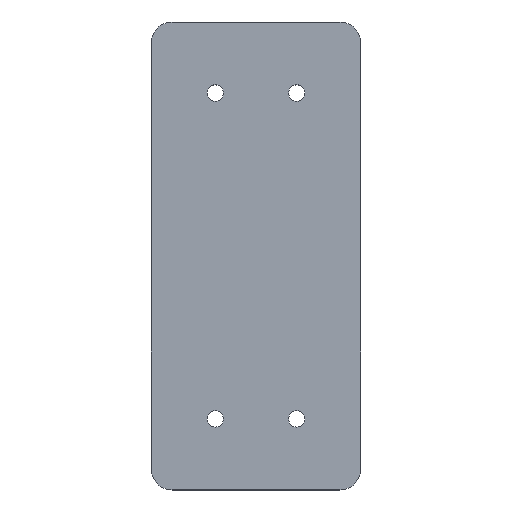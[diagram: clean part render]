
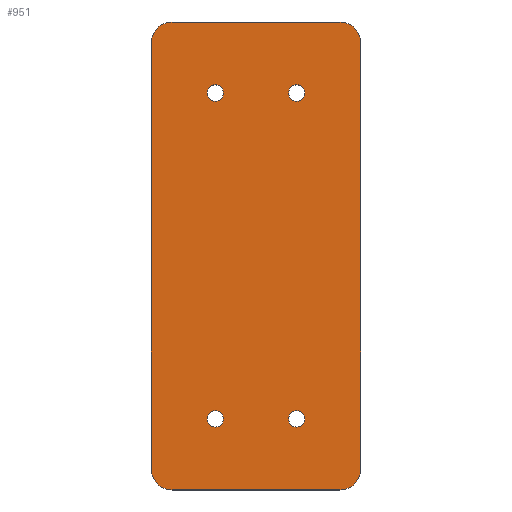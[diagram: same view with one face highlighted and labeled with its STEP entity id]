
A CAD part, top view. The second image highlights one B-rep face of the part: STEP entity #951.
In plain terms, the highlighted planar face has unit normal (0, 0, 1).
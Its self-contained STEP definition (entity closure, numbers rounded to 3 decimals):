
#438=AXIS2_PLACEMENT_3D('Circle Axis2P3D',#436,#437,$) ;
#486=AXIS2_PLACEMENT_3D('Circle Axis2P3D',#484,#485,$) ;
#534=AXIS2_PLACEMENT_3D('Circle Axis2P3D',#532,#533,$) ;
#582=AXIS2_PLACEMENT_3D('Circle Axis2P3D',#580,#581,$) ;
#867=AXIS2_PLACEMENT_3D('Plane Axis2P3D',#864,#865,#866) ;
#881=AXIS2_PLACEMENT_3D('Circle Axis2P3D',#879,#880,$) ;
#890=AXIS2_PLACEMENT_3D('Circle Axis2P3D',#888,#889,$) ;
#899=AXIS2_PLACEMENT_3D('Circle Axis2P3D',#897,#898,$) ;
#908=AXIS2_PLACEMENT_3D('Circle Axis2P3D',#906,#907,$) ;
#917=AXIS2_PLACEMENT_3D('Circle Axis2P3D',#915,#916,$) ;
#926=AXIS2_PLACEMENT_3D('Circle Axis2P3D',#924,#925,$) ;
#935=AXIS2_PLACEMENT_3D('Circle Axis2P3D',#933,#934,$) ;
#944=AXIS2_PLACEMENT_3D('Circle Axis2P3D',#942,#943,$) ;
#426=CARTESIAN_POINT('Vertex',(40.5,0.,3.85)) ;
#433=CARTESIAN_POINT('Vertex',(45.,4.5,3.85)) ;
#436=CARTESIAN_POINT('Axis2P3D Location',(40.5,4.5,3.85)) ;
#457=CARTESIAN_POINT('Vertex',(4.5,0.,3.85)) ;
#460=CARTESIAN_POINT('Line Origine',(22.5,0.,3.85)) ;
#481=CARTESIAN_POINT('Vertex',(0.,4.5,3.85)) ;
#484=CARTESIAN_POINT('Axis2P3D Location',(4.5,4.5,3.85)) ;
#505=CARTESIAN_POINT('Vertex',(0.,96.,3.85)) ;
#508=CARTESIAN_POINT('Line Origine',(0.,50.25,3.85)) ;
#529=CARTESIAN_POINT('Vertex',(4.5,100.5,3.85)) ;
#532=CARTESIAN_POINT('Axis2P3D Location',(4.5,96.,3.85)) ;
#553=CARTESIAN_POINT('Vertex',(40.5,100.5,3.85)) ;
#556=CARTESIAN_POINT('Line Origine',(22.5,100.5,3.85)) ;
#577=CARTESIAN_POINT('Vertex',(45.,96.,3.85)) ;
#580=CARTESIAN_POINT('Axis2P3D Location',(40.5,96.,3.85)) ;
#597=CARTESIAN_POINT('Line Origine',(45.,50.25,3.85)) ;
#864=CARTESIAN_POINT('Axis2P3D Location',(0.,0.,3.85)) ;
#879=CARTESIAN_POINT('Axis2P3D Location',(31.25,15.25,3.85)) ;
#883=CARTESIAN_POINT('Vertex',(31.25,13.5,3.85)) ;
#885=CARTESIAN_POINT('Vertex',(31.25,17.,3.85)) ;
#888=CARTESIAN_POINT('Axis2P3D Location',(31.25,15.25,3.85)) ;
#897=CARTESIAN_POINT('Axis2P3D Location',(31.25,85.25,3.85)) ;
#901=CARTESIAN_POINT('Vertex',(31.25,83.5,3.85)) ;
#903=CARTESIAN_POINT('Vertex',(31.25,87.,3.85)) ;
#906=CARTESIAN_POINT('Axis2P3D Location',(31.25,85.25,3.85)) ;
#915=CARTESIAN_POINT('Axis2P3D Location',(13.75,85.25,3.85)) ;
#919=CARTESIAN_POINT('Vertex',(13.75,83.5,3.85)) ;
#921=CARTESIAN_POINT('Vertex',(13.75,87.,3.85)) ;
#924=CARTESIAN_POINT('Axis2P3D Location',(13.75,85.25,3.85)) ;
#933=CARTESIAN_POINT('Axis2P3D Location',(13.75,15.25,3.85)) ;
#937=CARTESIAN_POINT('Vertex',(13.75,13.5,3.85)) ;
#939=CARTESIAN_POINT('Vertex',(13.75,17.,3.85)) ;
#942=CARTESIAN_POINT('Axis2P3D Location',(13.75,15.25,3.85)) ;
#437=DIRECTION('Axis2P3D Direction',(0.,0.,1.)) ;
#461=DIRECTION('Vector Direction',(-1.,0.,0.)) ;
#485=DIRECTION('Axis2P3D Direction',(0.,0.,1.)) ;
#509=DIRECTION('Vector Direction',(0.,-1.,0.)) ;
#533=DIRECTION('Axis2P3D Direction',(0.,-0.,1.)) ;
#557=DIRECTION('Vector Direction',(1.,0.,0.)) ;
#581=DIRECTION('Axis2P3D Direction',(-0.,0.,1.)) ;
#598=DIRECTION('Vector Direction',(0.,1.,0.)) ;
#865=DIRECTION('Axis2P3D Direction',(-0.,0.,1.)) ;
#866=DIRECTION('Axis2P3D XDirection',(1.,0.,0.)) ;
#880=DIRECTION('Axis2P3D Direction',(-0.,0.,1.)) ;
#889=DIRECTION('Axis2P3D Direction',(-0.,0.,1.)) ;
#898=DIRECTION('Axis2P3D Direction',(-0.,0.,1.)) ;
#907=DIRECTION('Axis2P3D Direction',(-0.,0.,1.)) ;
#916=DIRECTION('Axis2P3D Direction',(-0.,0.,1.)) ;
#925=DIRECTION('Axis2P3D Direction',(-0.,0.,1.)) ;
#934=DIRECTION('Axis2P3D Direction',(-0.,0.,1.)) ;
#943=DIRECTION('Axis2P3D Direction',(-0.,0.,1.)) ;
#462=VECTOR('Line Direction',#461,1.) ;
#510=VECTOR('Line Direction',#509,1.) ;
#558=VECTOR('Line Direction',#557,1.) ;
#599=VECTOR('Line Direction',#598,1.) ;
#870=ORIENTED_EDGE('',*,*,#601,.T.) ;
#871=ORIENTED_EDGE('',*,*,#584,.T.) ;
#872=ORIENTED_EDGE('',*,*,#560,.T.) ;
#873=ORIENTED_EDGE('',*,*,#536,.T.) ;
#874=ORIENTED_EDGE('',*,*,#512,.T.) ;
#875=ORIENTED_EDGE('',*,*,#488,.T.) ;
#876=ORIENTED_EDGE('',*,*,#464,.T.) ;
#877=ORIENTED_EDGE('',*,*,#440,.T.) ;
#894=ORIENTED_EDGE('',*,*,#887,.F.) ;
#895=ORIENTED_EDGE('',*,*,#892,.F.) ;
#912=ORIENTED_EDGE('',*,*,#905,.F.) ;
#913=ORIENTED_EDGE('',*,*,#910,.F.) ;
#930=ORIENTED_EDGE('',*,*,#923,.F.) ;
#931=ORIENTED_EDGE('',*,*,#928,.F.) ;
#948=ORIENTED_EDGE('',*,*,#941,.F.) ;
#949=ORIENTED_EDGE('',*,*,#946,.F.) ;
#896=FACE_BOUND('',#893,.T.) ;
#914=FACE_BOUND('',#911,.T.) ;
#932=FACE_BOUND('',#929,.T.) ;
#950=FACE_BOUND('',#947,.T.) ;
#951=ADVANCED_FACE('Koerper.2',(#878,#896,#914,#932,#950),#868,.T.) ;
#439=CIRCLE('generated circle',#438,4.5) ;
#487=CIRCLE('generated circle',#486,4.5) ;
#535=CIRCLE('generated circle',#534,4.5) ;
#583=CIRCLE('generated circle',#582,4.5) ;
#882=CIRCLE('generated circle',#881,1.75) ;
#891=CIRCLE('generated circle',#890,1.75) ;
#900=CIRCLE('generated circle',#899,1.75) ;
#909=CIRCLE('generated circle',#908,1.75) ;
#918=CIRCLE('generated circle',#917,1.75) ;
#927=CIRCLE('generated circle',#926,1.75) ;
#936=CIRCLE('generated circle',#935,1.75) ;
#945=CIRCLE('generated circle',#944,1.75) ;
#440=EDGE_CURVE('',#427,#434,#439,.T.) ;
#464=EDGE_CURVE('',#458,#427,#463,.F.) ;
#488=EDGE_CURVE('',#482,#458,#487,.T.) ;
#512=EDGE_CURVE('',#506,#482,#511,.T.) ;
#536=EDGE_CURVE('',#530,#506,#535,.T.) ;
#560=EDGE_CURVE('',#554,#530,#559,.F.) ;
#584=EDGE_CURVE('',#578,#554,#583,.T.) ;
#601=EDGE_CURVE('',#434,#578,#600,.T.) ;
#887=EDGE_CURVE('',#884,#886,#882,.T.) ;
#892=EDGE_CURVE('',#886,#884,#891,.T.) ;
#905=EDGE_CURVE('',#902,#904,#900,.T.) ;
#910=EDGE_CURVE('',#904,#902,#909,.T.) ;
#923=EDGE_CURVE('',#920,#922,#918,.T.) ;
#928=EDGE_CURVE('',#922,#920,#927,.T.) ;
#941=EDGE_CURVE('',#938,#940,#936,.T.) ;
#946=EDGE_CURVE('',#940,#938,#945,.T.) ;
#869=EDGE_LOOP('',(#870,#871,#872,#873,#874,#875,#876,#877)) ;
#893=EDGE_LOOP('',(#894,#895)) ;
#911=EDGE_LOOP('',(#912,#913)) ;
#929=EDGE_LOOP('',(#930,#931)) ;
#947=EDGE_LOOP('',(#948,#949)) ;
#878=FACE_OUTER_BOUND('',#869,.T.) ;
#463=LINE('Line',#460,#462) ;
#511=LINE('Line',#508,#510) ;
#559=LINE('Line',#556,#558) ;
#600=LINE('Line',#597,#599) ;
#868=PLANE('',#867) ;
#427=VERTEX_POINT('',#426) ;
#434=VERTEX_POINT('',#433) ;
#458=VERTEX_POINT('',#457) ;
#482=VERTEX_POINT('',#481) ;
#506=VERTEX_POINT('',#505) ;
#530=VERTEX_POINT('',#529) ;
#554=VERTEX_POINT('',#553) ;
#578=VERTEX_POINT('',#577) ;
#884=VERTEX_POINT('',#883) ;
#886=VERTEX_POINT('',#885) ;
#902=VERTEX_POINT('',#901) ;
#904=VERTEX_POINT('',#903) ;
#920=VERTEX_POINT('',#919) ;
#922=VERTEX_POINT('',#921) ;
#938=VERTEX_POINT('',#937) ;
#940=VERTEX_POINT('',#939) ;
